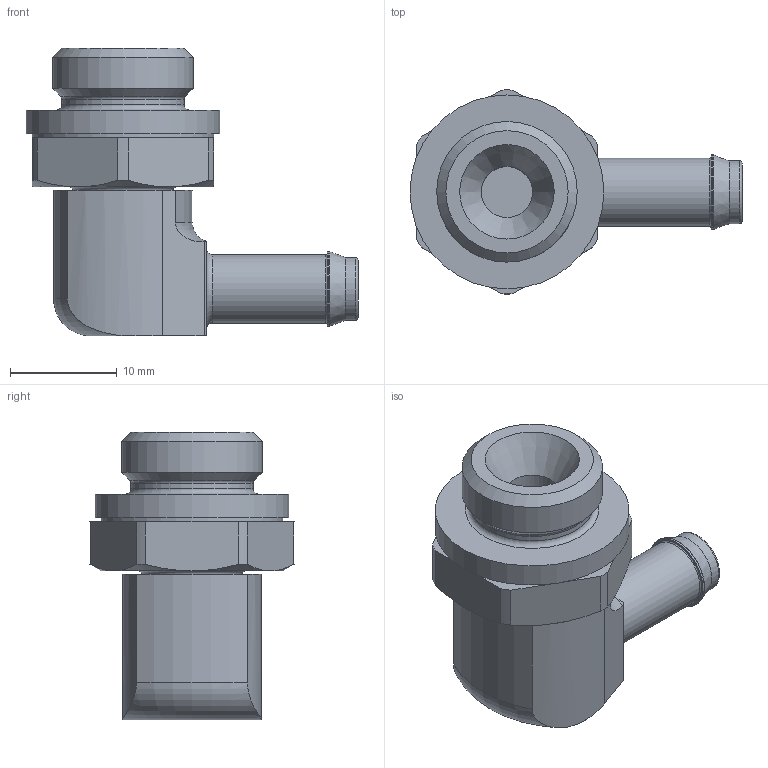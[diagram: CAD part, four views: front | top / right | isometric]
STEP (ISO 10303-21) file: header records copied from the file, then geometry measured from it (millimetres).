
FILE_DESCRIPTION(/* description */ ('STEP AP214'),/* implementation_level */ '2;1');
FILE_NAME(/* name */ '12959_LCN-1_4-PK-6',/* time_stamp */ '2024-08-28T14:14:09+02:00',/* author */ ('License CC BY-ND 4.0'),/* organization */ ('CADENAS'),/* preprocessor_version */ 'ST-DEVELOPER v19.3',/* originating_system */ 'PARTsolutions',/* authorisation */ ' ');
FILE_SCHEMA (('AUTOMOTIVE_DESIGN {1 0 10303 214 3 1 1}'));
Length unit declared in the file: millimetre
Products named in the file (1): 12959 LCN-1/4-PK-6
Bounding box: 31.07 x 19.1 x 26.95 mm (x, y, z)
Volume: 4186.8 mm3; surface area: 2918.5 mm2
Topology: 1 solids, 1 shells, 68 faces, 155 edges, 95 vertices
Faces by surface type: plane 28, cylinder 21, cone 10, torus 9
Full cylindrical faces by diameter (mm): 4.8 x1, 4.9 x1, 5.9 x1, 6.4 x1, 7 x1, 11.445 x1, 13.157 x1, 17 x1, 18.15 x1
Entity records: 1858 total; most frequent: CARTESIAN_POINT 380, DIRECTION 317, ORIENTED_EDGE 262, AXIS2_PLACEMENT_3D 136, EDGE_CURVE 131, EDGE_LOOP 97, FACE_BOUND 97, VERTEX_POINT 92
